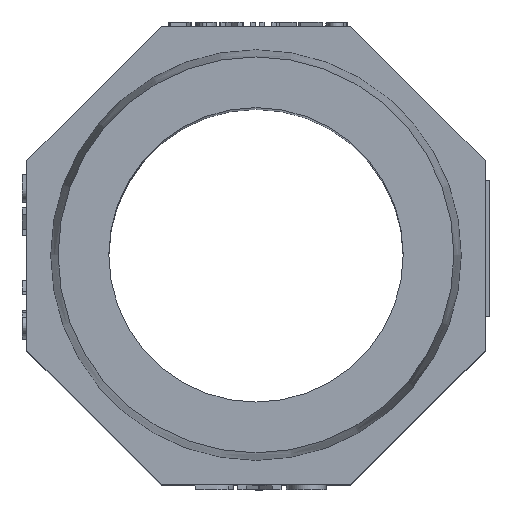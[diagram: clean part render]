
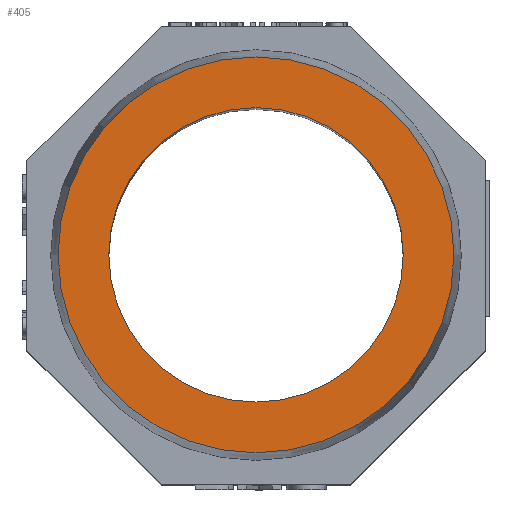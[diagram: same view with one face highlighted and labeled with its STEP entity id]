
A CAD part, top view. The second image highlights one B-rep face of the part: STEP entity #405.
In plain terms, the highlighted planar face has unit normal (0, 0, 1).
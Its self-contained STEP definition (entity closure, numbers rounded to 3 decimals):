
#385=CIRCLE('',#4706,12.1);
#386=CIRCLE('',#4708,9.);
#405=ADVANCED_FACE('',(#847,#848),#657,.T.);
#657=PLANE('',#4709);
#847=FACE_BOUND('',#907,.T.);
#848=FACE_BOUND('',#908,.T.);
#907=EDGE_LOOP('',(#1942));
#908=EDGE_LOOP('',(#1943));
#1942=ORIENTED_EDGE('',*,*,#3723,.F.);
#1943=ORIENTED_EDGE('',*,*,#3722,.F.);
#3272=VERTEX_POINT('',#6731);
#3273=VERTEX_POINT('',#6734);
#3722=EDGE_CURVE('',#3272,#3272,#385,.T.);
#3723=EDGE_CURVE('',#3273,#3273,#386,.T.);
#4706=AXIS2_PLACEMENT_3D('',#6730,#4926,#4927);
#4708=AXIS2_PLACEMENT_3D('',#6733,#4930,#4931);
#4709=AXIS2_PLACEMENT_3D('',#6735,#4932,#4933);
#4926=DIRECTION('',(0.,0.,-1.));
#4927=DIRECTION('',(-1.,0.,0.));
#4930=DIRECTION('',(0.,0.,1.));
#4931=DIRECTION('',(1.,0.,0.));
#4932=DIRECTION('',(0.,0.,1.));
#4933=DIRECTION('',(1.,0.,0.));
#6730=CARTESIAN_POINT('',(0.,31.05,50.));
#6731=CARTESIAN_POINT('',(-12.1,31.05,50.));
#6733=CARTESIAN_POINT('',(0.,31.05,50.));
#6734=CARTESIAN_POINT('',(9.,31.05,50.));
#6735=CARTESIAN_POINT('',(0.,43.15,50.));
